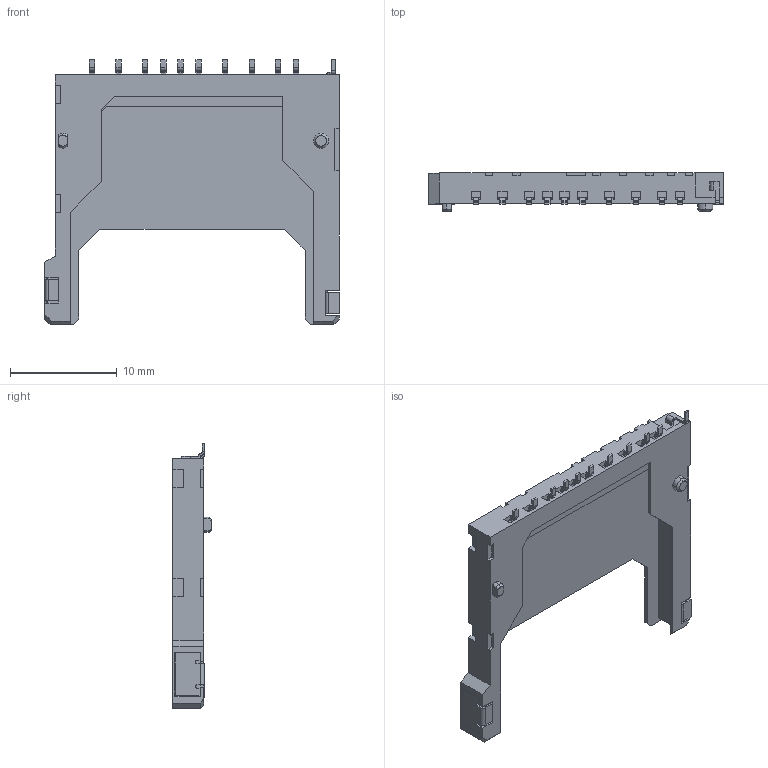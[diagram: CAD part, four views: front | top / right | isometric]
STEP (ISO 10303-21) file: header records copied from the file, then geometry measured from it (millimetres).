
FILE_DESCRIPTION (( 'STEP AP214' ), '1' );
FILE_NAME ('145638009211859+.STEP', '2019-01-16T15:06:44', ( '' ), ( '' ), 'SwSTEP 2.0', 'SolidWorks 2017', '' );
FILE_SCHEMA (( 'AUTOMOTIVE_DESIGN' ));
Length unit declared in the file: millimetre
Products named in the file (1): 145638009211859+
Bounding box: 27.6 x 3.6 x 24.8 mm (x, y, z)
Volume: 514.8 mm3; surface area: 1594.4 mm2
Topology: 14 solids, 14 shells, 526 faces, 1238 edges, 753 vertices
Faces by surface type: plane 460, cylinder 61, cone 5
Entity records: 14748 total; most frequent: CARTESIAN_POINT 2530, ORIENTED_EDGE 2476, DIRECTION 2415, EDGE_CURVE 1238, VECTOR 1107, LINE 1107, VERTEX_POINT 753, AXIS2_PLACEMENT_3D 654
